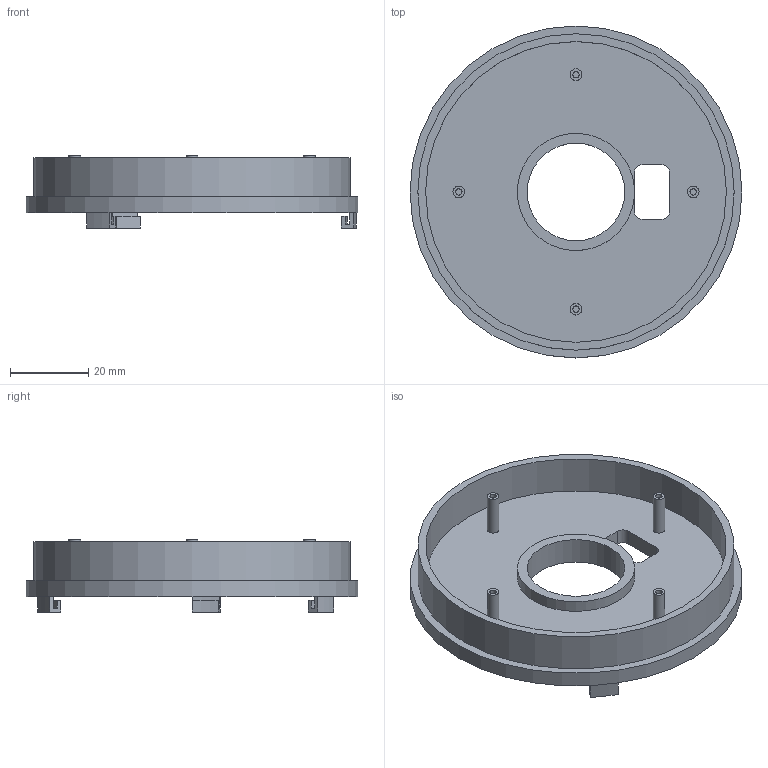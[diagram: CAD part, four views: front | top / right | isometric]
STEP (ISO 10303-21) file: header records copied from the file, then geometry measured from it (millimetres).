
FILE_DESCRIPTION(/* description */ (''),/* implementation_level */ '2;1');
FILE_NAME(/* name */ '',/* time_stamp */ '2024-08-06T20:02:38+08:00',/* author */ (''),/* organization */ (''),/* preprocessor_version */ 'ST-DEVELOPER v20',/* originating_system */ 'Autodesk Translation Framework v13.14.0.145',/* authorisation */ '');
FILE_SCHEMA (('AUTOMOTIVE_DESIGN { 1 0 10303 214 3 1 1 }'));
Length unit declared in the file: millimetre
Products named in the file (1): 3D_Board_Main_2024-08-05
Bounding box: 85 x 85 x 18.5 mm (x, y, z)
Volume: 26216.3 mm3; surface area: 18196.2 mm2
Topology: 1 solids, 1 shells, 61 faces, 138 edges, 92 vertices
Faces by surface type: plane 32, cylinder 29
Full cylindrical faces by diameter (mm): 1.623 x4, 3 x4, 25 x1, 77 x1, 81 x1, 85 x1
Entity records: 1771 total; most frequent: DIRECTION 320, CARTESIAN_POINT 292, ORIENTED_EDGE 276, EDGE_CURVE 138, AXIS2_PLACEMENT_3D 120, VERTEX_POINT 92, LINE 80, VECTOR 80
